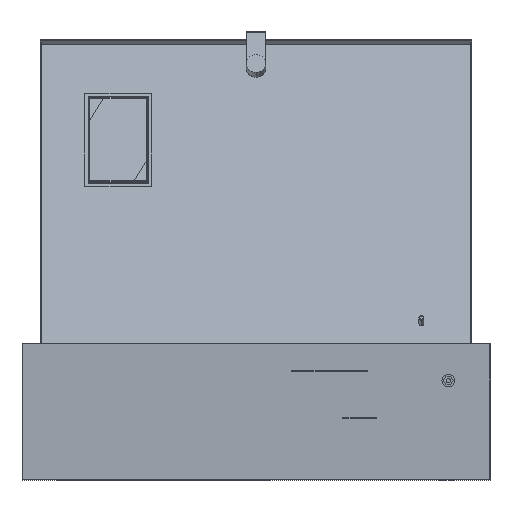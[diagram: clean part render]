
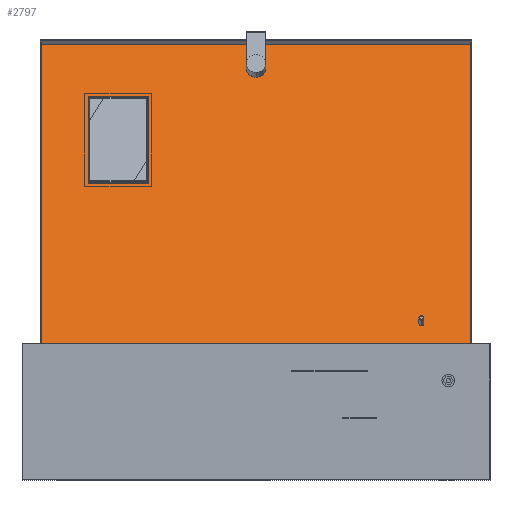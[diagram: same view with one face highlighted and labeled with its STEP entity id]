
A CAD part, left-side view. The second image highlights one B-rep face of the part: STEP entity #2797.
In plain terms, the highlighted face is planar.
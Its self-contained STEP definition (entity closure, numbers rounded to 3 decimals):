
#18 = VECTOR ( 'NONE', #7407, 1000. ) ;
#156 = VERTEX_POINT ( 'NONE', #10113 ) ;
#407 = DIRECTION ( 'NONE',  ( 0., 0., -1. ) ) ;
#1031 = VERTEX_POINT ( 'NONE', #10328 ) ;
#1435 = DIRECTION ( 'NONE',  ( 1., 0., 0. ) ) ;
#1436 = DIRECTION ( 'NONE',  ( -1., 0., 0. ) ) ;
#1589 = ORIENTED_EDGE ( 'NONE', *, *, #13239, .F. ) ;
#1708 = FACE_BOUND ( 'NONE', #7208, .T. ) ;
#1983 = CARTESIAN_POINT ( 'NONE',  ( -131., 0., -1. ) ) ;
#2041 = VERTEX_POINT ( 'NONE', #14827 ) ;
#2072 = VERTEX_POINT ( 'NONE', #2505 ) ;
#2505 = CARTESIAN_POINT ( 'NONE',  ( -197., 257., -1. ) ) ;
#2546 = FACE_OUTER_BOUND ( 'NONE', #17289, .T. ) ;
#2604 = CARTESIAN_POINT ( 'NONE',  ( 0., 129., -1. ) ) ;
#2740 = VECTOR ( 'NONE', #16685, 1000. ) ;
#2797 = ADVANCED_FACE ( 'NONE', ( #6562, #17563, #2546, #1708 ), #10313, .F. ) ;
#2864 = CARTESIAN_POINT ( 'NONE',  ( 0., 0., -1. ) ) ;
#2935 = AXIS2_PLACEMENT_3D ( 'NONE', #6987, #407, #10433 ) ;
#2989 = EDGE_CURVE ( 'NONE', #2072, #6001, #14497, .T. ) ;
#3087 = CARTESIAN_POINT ( 'NONE',  ( -197., -257., -1. ) ) ;
#3321 = CARTESIAN_POINT ( 'NONE',  ( -178.5, 0., -1. ) ) ;
#3509 = VERTEX_POINT ( 'NONE', #3321 ) ;
#3756 = ORIENTED_EDGE ( 'NONE', *, *, #6958, .T. ) ;
#3979 = VERTEX_POINT ( 'NONE', #17617 ) ;
#4527 = LINE ( 'NONE', #14042, #8932 ) ;
#4562 = LINE ( 'NONE', #16108, #2740 ) ;
#4882 = LINE ( 'NONE', #1983, #18 ) ;
#5020 = CARTESIAN_POINT ( 'NONE',  ( -155.5, 0., -1. ) ) ;
#5280 = VECTOR ( 'NONE', #10560, 1000. ) ;
#5329 = LINE ( 'NONE', #11064, #13187 ) ;
#5360 = VERTEX_POINT ( 'NONE', #7432 ) ;
#5697 = VERTEX_POINT ( 'NONE', #11301 ) ;
#5829 = DIRECTION ( 'NONE',  ( 0., 0., 1. ) ) ;
#5831 = CIRCLE ( 'NONE', #8501, 3. ) ;
#5848 = EDGE_CURVE ( 'NONE', #2041, #1031, #5329, .T. ) ;
#5950 = CARTESIAN_POINT ( 'NONE',  ( 0., -257., -1. ) ) ;
#5969 = DIRECTION ( 'NONE',  ( 0., 1., 0. ) ) ;
#6001 = VERTEX_POINT ( 'NONE', #3087 ) ;
#6032 = VERTEX_POINT ( 'NONE', #12269 ) ;
#6562 = FACE_BOUND ( 'NONE', #8449, .T. ) ;
#6958 = EDGE_CURVE ( 'NONE', #3979, #156, #4882, .T. ) ;
#6987 = CARTESIAN_POINT ( 'NONE',  ( 158., -198., -1. ) ) ;
#7007 = ORIENTED_EDGE ( 'NONE', *, *, #16315, .F. ) ;
#7039 = EDGE_CURVE ( 'NONE', #1031, #3979, #4562, .T. ) ;
#7208 = EDGE_LOOP ( 'NONE', ( #16479, #1589 ) ) ;
#7407 = DIRECTION ( 'NONE',  ( 0., -1., 0. ) ) ;
#7432 = CARTESIAN_POINT ( 'NONE',  ( 155., -198., -1. ) ) ;
#7649 = CARTESIAN_POINT ( 'NONE',  ( -167., 0., -1. ) ) ;
#8052 = EDGE_CURVE ( 'NONE', #3509, #17521, #13651, .T. ) ;
#8449 = EDGE_LOOP ( 'NONE', ( #14085, #3756, #9969, #8741 ) ) ;
#8501 = AXIS2_PLACEMENT_3D ( 'NONE', #17551, #13456, #1435 ) ;
#8515 = DIRECTION ( 'NONE',  ( 1., 0., 0. ) ) ;
#8716 = DIRECTION ( 'NONE',  ( 0., -1., 0. ) ) ;
#8741 = ORIENTED_EDGE ( 'NONE', *, *, #5848, .T. ) ;
#8845 = EDGE_CURVE ( 'NONE', #156, #2041, #17645, .T. ) ;
#8932 = VECTOR ( 'NONE', #5969, 1000. ) ;
#9205 = CARTESIAN_POINT ( 'NONE',  ( 197., 257., -1. ) ) ;
#9354 = EDGE_CURVE ( 'NONE', #6032, #5360, #15738, .T. ) ;
#9440 = ORIENTED_EDGE ( 'NONE', *, *, #2989, .F. ) ;
#9663 = AXIS2_PLACEMENT_3D ( 'NONE', #7649, #14284, #8515 ) ;
#9854 = CARTESIAN_POINT ( 'NONE',  ( -167., 0., -1. ) ) ;
#9969 = ORIENTED_EDGE ( 'NONE', *, *, #8845, .T. ) ;
#9971 = LINE ( 'NONE', #5950, #5280 ) ;
#10112 = EDGE_CURVE ( 'NONE', #5697, #17372, #4527, .T. ) ;
#10113 = CARTESIAN_POINT ( 'NONE',  ( -131., 129., -1. ) ) ;
#10313 = PLANE ( 'NONE',  #11979 ) ;
#10328 = CARTESIAN_POINT ( 'NONE',  ( -21., 201., -1. ) ) ;
#10347 = DIRECTION ( 'NONE',  ( 1., 0., 0. ) ) ;
#10433 = DIRECTION ( 'NONE',  ( 1., 0., 0. ) ) ;
#10487 = VECTOR ( 'NONE', #10347, 1000. ) ;
#10560 = DIRECTION ( 'NONE',  ( 1., 0., 0. ) ) ;
#10951 = CIRCLE ( 'NONE', #9663, 11.5 ) ;
#10999 = ORIENTED_EDGE ( 'NONE', *, *, #14819, .T. ) ;
#11064 = CARTESIAN_POINT ( 'NONE',  ( -21., 0., -1. ) ) ;
#11152 = DIRECTION ( 'NONE',  ( 1., 0., 0. ) ) ;
#11263 = DIRECTION ( 'NONE',  ( 1., 0., 0. ) ) ;
#11301 = CARTESIAN_POINT ( 'NONE',  ( 197., -257., -1. ) ) ;
#11371 = EDGE_LOOP ( 'NONE', ( #10999, #12638 ) ) ;
#11979 = AXIS2_PLACEMENT_3D ( 'NONE', #2864, #14382, #11152 ) ;
#12269 = CARTESIAN_POINT ( 'NONE',  ( 161., -198., -1. ) ) ;
#12638 = ORIENTED_EDGE ( 'NONE', *, *, #8052, .T. ) ;
#13187 = VECTOR ( 'NONE', #15398, 1000. ) ;
#13239 = EDGE_CURVE ( 'NONE', #5360, #6032, #5831, .T. ) ;
#13439 = CARTESIAN_POINT ( 'NONE',  ( 0., 257., -1. ) ) ;
#13456 = DIRECTION ( 'NONE',  ( 0., 0., -1. ) ) ;
#13651 = CIRCLE ( 'NONE', #15557, 11.5 ) ;
#14042 = CARTESIAN_POINT ( 'NONE',  ( 197., 0., -1. ) ) ;
#14085 = ORIENTED_EDGE ( 'NONE', *, *, #7039, .T. ) ;
#14284 = DIRECTION ( 'NONE',  ( 0., 0., 1. ) ) ;
#14340 = LINE ( 'NONE', #13439, #15874 ) ;
#14382 = DIRECTION ( 'NONE',  ( 0., 0., 1. ) ) ;
#14497 = LINE ( 'NONE', #16528, #15986 ) ;
#14819 = EDGE_CURVE ( 'NONE', #17521, #3509, #10951, .T. ) ;
#14827 = CARTESIAN_POINT ( 'NONE',  ( -21., 129., -1. ) ) ;
#15398 = DIRECTION ( 'NONE',  ( 0., 1., 0. ) ) ;
#15557 = AXIS2_PLACEMENT_3D ( 'NONE', #9854, #5829, #11263 ) ;
#15738 = CIRCLE ( 'NONE', #2935, 3. ) ;
#15874 = VECTOR ( 'NONE', #1436, 1000. ) ;
#15986 = VECTOR ( 'NONE', #8716, 1000. ) ;
#16108 = CARTESIAN_POINT ( 'NONE',  ( 0., 201., -1. ) ) ;
#16315 = EDGE_CURVE ( 'NONE', #17372, #2072, #14340, .T. ) ;
#16376 = ORIENTED_EDGE ( 'NONE', *, *, #16394, .F. ) ;
#16394 = EDGE_CURVE ( 'NONE', #6001, #5697, #9971, .T. ) ;
#16479 = ORIENTED_EDGE ( 'NONE', *, *, #9354, .F. ) ;
#16528 = CARTESIAN_POINT ( 'NONE',  ( -197., 0., -1. ) ) ;
#16685 = DIRECTION ( 'NONE',  ( -1., 0., 0. ) ) ;
#17040 = ORIENTED_EDGE ( 'NONE', *, *, #10112, .F. ) ;
#17289 = EDGE_LOOP ( 'NONE', ( #9440, #7007, #17040, #16376 ) ) ;
#17372 = VERTEX_POINT ( 'NONE', #9205 ) ;
#17521 = VERTEX_POINT ( 'NONE', #5020 ) ;
#17551 = CARTESIAN_POINT ( 'NONE',  ( 158., -198., -1. ) ) ;
#17563 = FACE_BOUND ( 'NONE', #11371, .T. ) ;
#17617 = CARTESIAN_POINT ( 'NONE',  ( -131., 201., -1. ) ) ;
#17645 = LINE ( 'NONE', #2604, #10487 ) ;
